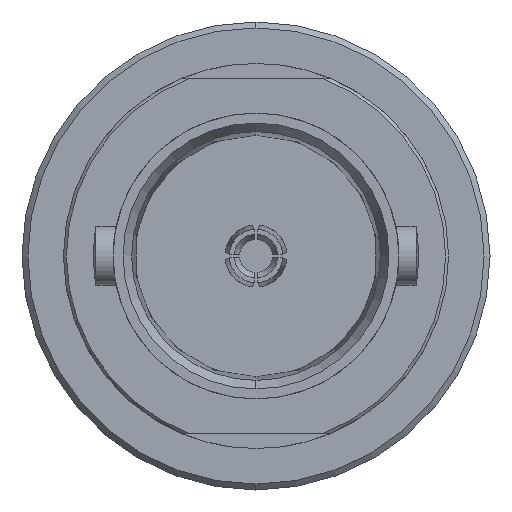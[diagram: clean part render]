
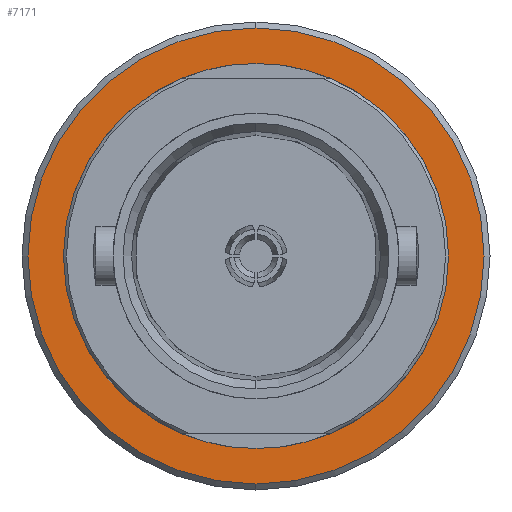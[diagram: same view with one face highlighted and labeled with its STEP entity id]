
A CAD part, left-side view. The second image highlights one B-rep face of the part: STEP entity #7171.
In plain terms, the highlighted planar face has unit normal (-1, 0, 0).
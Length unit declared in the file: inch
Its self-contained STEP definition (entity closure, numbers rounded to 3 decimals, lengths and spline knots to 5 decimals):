
#282 = ORIENTED_EDGE ( 'NONE', *, *, #3238, .T. ) ;
#694 = CARTESIAN_POINT ( 'NONE',  ( 0.65748, 0., 0. ) ) ;
#766 = DIRECTION ( 'NONE',  ( 0., 0., 1. ) ) ;
#785 = AXIS2_PLACEMENT_3D ( 'NONE', #5041, #4595, #6747 ) ;
#928 = ORIENTED_EDGE ( 'NONE', *, *, #1210, .F. ) ;
#997 = CIRCLE ( 'NONE', #5336, 0.25591 ) ;
#1210 = EDGE_CURVE ( 'NONE', #6511, #7043, #2729, .T. ) ;
#1286 = ORIENTED_EDGE ( 'NONE', *, *, #6135, .F. ) ;
#1421 = EDGE_LOOP ( 'NONE', ( #1286, #928 ) ) ;
#1457 = CARTESIAN_POINT ( 'NONE',  ( 0.65748, 0., -0.25591 ) ) ;
#2227 = CARTESIAN_POINT ( 'NONE',  ( 0.65748, 0., 0.25591 ) ) ;
#2429 = FACE_BOUND ( 'NONE', #6328, .T. ) ;
#2466 = ORIENTED_EDGE ( 'NONE', *, *, #5163, .T. ) ;
#2567 = AXIS2_PLACEMENT_3D ( 'NONE', #694, #4622, #7011 ) ;
#2682 = AXIS2_PLACEMENT_3D ( 'NONE', #6936, #3569, #766 ) ;
#2729 = CIRCLE ( 'NONE', #6808, 0.30315 ) ;
#3088 = PLANE ( 'NONE',  #2567 ) ;
#3238 = EDGE_CURVE ( 'NONE', #4458, #3268, #997, .T. ) ;
#3268 = VERTEX_POINT ( 'NONE', #1457 ) ;
#3569 = DIRECTION ( 'NONE',  ( 1., 0., 0. ) ) ;
#3702 = DIRECTION ( 'NONE',  ( 1., 0., 0. ) ) ;
#4227 = CARTESIAN_POINT ( 'NONE',  ( 0.65748, 0., -0.30315 ) ) ;
#4458 = VERTEX_POINT ( 'NONE', #2227 ) ;
#4595 = DIRECTION ( 'NONE',  ( 1., 0., 0. ) ) ;
#4622 = DIRECTION ( 'NONE',  ( -1., 0., 0. ) ) ;
#4656 = CIRCLE ( 'NONE', #2682, 0.25591 ) ;
#4840 = DIRECTION ( 'NONE',  ( 1., 0., 0. ) ) ;
#5041 = CARTESIAN_POINT ( 'NONE',  ( 0.65748, 0., 0. ) ) ;
#5163 = EDGE_CURVE ( 'NONE', #3268, #4458, #4656, .T. ) ;
#5336 = AXIS2_PLACEMENT_3D ( 'NONE', #6403, #3702, #5860 ) ;
#5726 = CIRCLE ( 'NONE', #785, 0.30315 ) ;
#5761 = FACE_OUTER_BOUND ( 'NONE', #1421, .T. ) ;
#5860 = DIRECTION ( 'NONE',  ( 0., 0., 1. ) ) ;
#6078 = CARTESIAN_POINT ( 'NONE',  ( 0.65748, 0., 0. ) ) ;
#6135 = EDGE_CURVE ( 'NONE', #7043, #6511, #5726, .T. ) ;
#6187 = CARTESIAN_POINT ( 'NONE',  ( 0.65748, 0., 0.30315 ) ) ;
#6328 = EDGE_LOOP ( 'NONE', ( #282, #2466 ) ) ;
#6403 = CARTESIAN_POINT ( 'NONE',  ( 0.65748, 0., 0. ) ) ;
#6511 = VERTEX_POINT ( 'NONE', #6187 ) ;
#6623 = DIRECTION ( 'NONE',  ( 0., 0., 1. ) ) ;
#6747 = DIRECTION ( 'NONE',  ( 0., 0., 1. ) ) ;
#6808 = AXIS2_PLACEMENT_3D ( 'NONE', #6078, #4840, #6623 ) ;
#6936 = CARTESIAN_POINT ( 'NONE',  ( 0.65748, 0., 0. ) ) ;
#7011 = DIRECTION ( 'NONE',  ( 0., 0., 1. ) ) ;
#7043 = VERTEX_POINT ( 'NONE', #4227 ) ;
#7171 = ADVANCED_FACE ( 'NONE', ( #2429, #5761 ), #3088, .T. ) ;
